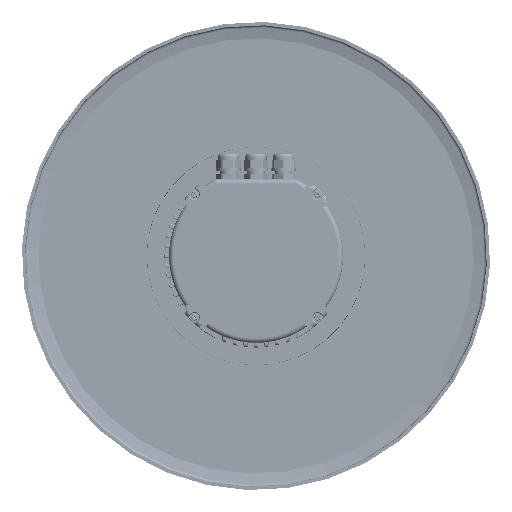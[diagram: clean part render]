
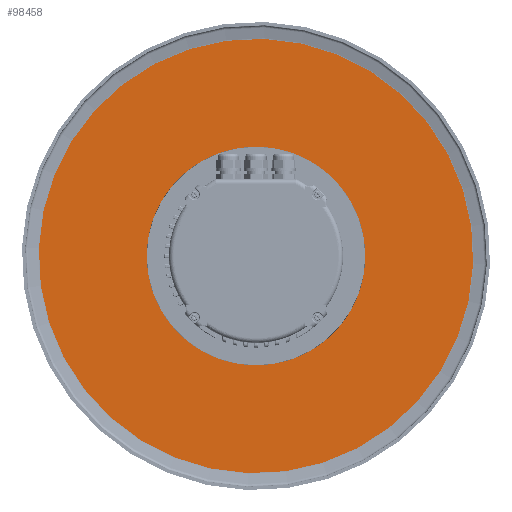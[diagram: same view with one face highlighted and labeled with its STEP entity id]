
A CAD part, front view. The second image highlights one B-rep face of the part: STEP entity #98458.
In plain terms, the highlighted planar face has unit normal (0, -1, 0).
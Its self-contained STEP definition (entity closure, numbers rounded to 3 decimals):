
#97789=CARTESIAN_POINT('',(0.,-4.,0.));
#97790=DIRECTION('',(0.,1.,0.));
#97791=DIRECTION('',(0.,0.,1.));
#97792=AXIS2_PLACEMENT_3D('',#97789,#97790,#97791);
#97794=CARTESIAN_POINT('',(0.,-4.,0.));
#97795=DIRECTION('',(0.,1.,0.));
#97796=DIRECTION('',(0.,0.,-1.));
#97797=AXIS2_PLACEMENT_3D('',#97794,#97795,#97796);
#97799=CARTESIAN_POINT('',(0.,-4.,0.));
#97800=DIRECTION('',(0.,1.,0.));
#97801=DIRECTION('',(0.,0.,1.));
#97802=AXIS2_PLACEMENT_3D('',#97799,#97800,#97801);
#97804=CARTESIAN_POINT('',(0.,-4.,0.));
#97805=DIRECTION('',(0.,1.,0.));
#97806=DIRECTION('',(0.,0.,-1.));
#97807=AXIS2_PLACEMENT_3D('',#97804,#97805,#97806);
#97809=CARTESIAN_POINT('',(105.,-4.,0.));
#97810=DIRECTION('',(0.,1.,0.));
#97811=DIRECTION('',(0.,0.,1.));
#97812=AXIS2_PLACEMENT_3D('',#97809,#97810,#97811);
#97814=CARTESIAN_POINT('',(105.,-4.,0.));
#97815=DIRECTION('',(0.,1.,0.));
#97816=DIRECTION('',(0.,0.,-1.));
#97817=AXIS2_PLACEMENT_3D('',#97814,#97815,#97816);
#97819=CARTESIAN_POINT('',(52.5,-4.,-90.933));
#97820=DIRECTION('',(0.,1.,0.));
#97821=DIRECTION('',(0.866,0.,0.5));
#97822=AXIS2_PLACEMENT_3D('',#97819,#97820,#97821);
#97824=CARTESIAN_POINT('',(52.5,-4.,-90.933));
#97825=DIRECTION('',(0.,1.,0.));
#97826=DIRECTION('',(-0.866,0.,-0.5));
#97827=AXIS2_PLACEMENT_3D('',#97824,#97825,#97826);
#97829=CARTESIAN_POINT('',(-52.5,-4.,-90.933));
#97830=DIRECTION('',(0.,1.,0.));
#97831=DIRECTION('',(0.866,0.,-0.5));
#97832=AXIS2_PLACEMENT_3D('',#97829,#97830,#97831);
#97834=CARTESIAN_POINT('',(-52.5,-4.,-90.933));
#97835=DIRECTION('',(0.,1.,0.));
#97836=DIRECTION('',(-0.866,0.,0.5));
#97837=AXIS2_PLACEMENT_3D('',#97834,#97835,#97836);
#97839=CARTESIAN_POINT('',(-105.,-4.,0.));
#97840=DIRECTION('',(0.,1.,0.));
#97841=DIRECTION('',(0.,0.,-1.));
#97842=AXIS2_PLACEMENT_3D('',#97839,#97840,#97841);
#97844=CARTESIAN_POINT('',(-105.,-4.,0.));
#97845=DIRECTION('',(0.,1.,0.));
#97846=DIRECTION('',(0.,0.,1.));
#97847=AXIS2_PLACEMENT_3D('',#97844,#97845,#97846);
#97849=CARTESIAN_POINT('',(-52.5,-4.,90.933));
#97850=DIRECTION('',(0.,1.,0.));
#97851=DIRECTION('',(-0.866,0.,-0.5));
#97852=AXIS2_PLACEMENT_3D('',#97849,#97850,#97851);
#97854=CARTESIAN_POINT('',(-52.5,-4.,90.933));
#97855=DIRECTION('',(0.,1.,0.));
#97856=DIRECTION('',(0.866,0.,0.5));
#97857=AXIS2_PLACEMENT_3D('',#97854,#97855,#97856);
#97859=CARTESIAN_POINT('',(52.5,-4.,90.933));
#97860=DIRECTION('',(0.,1.,0.));
#97861=DIRECTION('',(-0.866,0.,0.5));
#97862=AXIS2_PLACEMENT_3D('',#97859,#97860,#97861);
#97864=CARTESIAN_POINT('',(52.5,-4.,90.933));
#97865=DIRECTION('',(0.,1.,0.));
#97866=DIRECTION('',(0.866,0.,-0.5));
#97867=AXIS2_PLACEMENT_3D('',#97864,#97865,#97866);
#98285=CARTESIAN_POINT('',(0.,-4.,94.5));
#98286=CARTESIAN_POINT('',(0.,-4.,-94.5));
#98287=VERTEX_POINT('',#98285);
#98288=VERTEX_POINT('',#98286);
#98289=CARTESIAN_POINT('',(105.,-4.,4.2));
#98290=CARTESIAN_POINT('',(105.,-4.,-4.2));
#98291=VERTEX_POINT('',#98289);
#98292=VERTEX_POINT('',#98290);
#98293=CARTESIAN_POINT('',(56.137,-4.,-88.833));
#98294=CARTESIAN_POINT('',(48.863,-4.,-93.033));
#98295=VERTEX_POINT('',#98293);
#98296=VERTEX_POINT('',#98294);
#98297=CARTESIAN_POINT('',(-48.863,-4.,-93.033));
#98298=CARTESIAN_POINT('',(-56.137,-4.,-88.833));
#98299=VERTEX_POINT('',#98297);
#98300=VERTEX_POINT('',#98298);
#98301=CARTESIAN_POINT('',(-105.,-4.,-4.2));
#98302=CARTESIAN_POINT('',(-105.,-4.,4.2));
#98303=VERTEX_POINT('',#98301);
#98304=VERTEX_POINT('',#98302);
#98305=CARTESIAN_POINT('',(-56.137,-4.,88.833));
#98306=CARTESIAN_POINT('',(-48.863,-4.,93.033));
#98307=VERTEX_POINT('',#98305);
#98308=VERTEX_POINT('',#98306);
#98309=CARTESIAN_POINT('',(48.863,-4.,93.033));
#98310=CARTESIAN_POINT('',(56.137,-4.,88.833));
#98311=VERTEX_POINT('',#98309);
#98312=VERTEX_POINT('',#98310);
#98345=CARTESIAN_POINT('',(0.,-4.,268.624));
#98346=CARTESIAN_POINT('',(0.,-4.,-268.624));
#98347=VERTEX_POINT('',#98345);
#98348=VERTEX_POINT('',#98346);
#98405=CARTESIAN_POINT('',(0.,-4.,0.));
#98406=DIRECTION('',(0.,1.,0.));
#98407=DIRECTION('',(1.,0.,0.));
#98408=AXIS2_PLACEMENT_3D('',#98405,#98406,#98407);
#98409=PLANE('',#98408);
#98411=ORIENTED_EDGE('',*,*,#98410,.T.);
#98413=ORIENTED_EDGE('',*,*,#98412,.T.);
#98414=EDGE_LOOP('',(#98411,#98413));
#98415=FACE_OUTER_BOUND('',#98414,.F.);
#98417=ORIENTED_EDGE('',*,*,#98416,.F.);
#98419=ORIENTED_EDGE('',*,*,#98418,.F.);
#98420=EDGE_LOOP('',(#98417,#98419));
#98421=FACE_BOUND('',#98420,.F.);
#98423=ORIENTED_EDGE('',*,*,#98422,.F.);
#98425=ORIENTED_EDGE('',*,*,#98424,.F.);
#98426=EDGE_LOOP('',(#98423,#98425));
#98427=FACE_BOUND('',#98426,.F.);
#98429=ORIENTED_EDGE('',*,*,#98428,.F.);
#98431=ORIENTED_EDGE('',*,*,#98430,.F.);
#98432=EDGE_LOOP('',(#98429,#98431));
#98433=FACE_BOUND('',#98432,.F.);
#98435=ORIENTED_EDGE('',*,*,#98434,.F.);
#98437=ORIENTED_EDGE('',*,*,#98436,.F.);
#98438=EDGE_LOOP('',(#98435,#98437));
#98439=FACE_BOUND('',#98438,.F.);
#98441=ORIENTED_EDGE('',*,*,#98440,.F.);
#98443=ORIENTED_EDGE('',*,*,#98442,.F.);
#98444=EDGE_LOOP('',(#98441,#98443));
#98445=FACE_BOUND('',#98444,.F.);
#98447=ORIENTED_EDGE('',*,*,#98446,.F.);
#98449=ORIENTED_EDGE('',*,*,#98448,.F.);
#98450=EDGE_LOOP('',(#98447,#98449));
#98451=FACE_BOUND('',#98450,.F.);
#98453=ORIENTED_EDGE('',*,*,#98452,.F.);
#98455=ORIENTED_EDGE('',*,*,#98454,.F.);
#98456=EDGE_LOOP('',(#98453,#98455));
#98457=FACE_BOUND('',#98456,.F.);
#98458=ADVANCED_FACE('',(#98415,#98421,#98427,#98433,#98439,#98445,#98451,
#98457),#98409,.F.);
#97793=CIRCLE('',#97792,268.624);
#97798=CIRCLE('',#97797,268.624);
#97803=CIRCLE('',#97802,94.5);
#97808=CIRCLE('',#97807,94.5);
#97813=CIRCLE('',#97812,4.2);
#97818=CIRCLE('',#97817,4.2);
#97823=CIRCLE('',#97822,4.2);
#97828=CIRCLE('',#97827,4.2);
#97833=CIRCLE('',#97832,4.2);
#97838=CIRCLE('',#97837,4.2);
#97843=CIRCLE('',#97842,4.2);
#97848=CIRCLE('',#97847,4.2);
#97853=CIRCLE('',#97852,4.2);
#97858=CIRCLE('',#97857,4.2);
#97863=CIRCLE('',#97862,4.2);
#97868=CIRCLE('',#97867,4.2);
#98410=EDGE_CURVE('',#98347,#98348,#97793,.T.);
#98412=EDGE_CURVE('',#98348,#98347,#97798,.T.);
#98416=EDGE_CURVE('',#98287,#98288,#97803,.T.);
#98418=EDGE_CURVE('',#98288,#98287,#97808,.T.);
#98422=EDGE_CURVE('',#98291,#98292,#97813,.T.);
#98424=EDGE_CURVE('',#98292,#98291,#97818,.T.);
#98428=EDGE_CURVE('',#98295,#98296,#97823,.T.);
#98430=EDGE_CURVE('',#98296,#98295,#97828,.T.);
#98434=EDGE_CURVE('',#98299,#98300,#97833,.T.);
#98436=EDGE_CURVE('',#98300,#98299,#97838,.T.);
#98440=EDGE_CURVE('',#98303,#98304,#97843,.T.);
#98442=EDGE_CURVE('',#98304,#98303,#97848,.T.);
#98446=EDGE_CURVE('',#98307,#98308,#97853,.T.);
#98448=EDGE_CURVE('',#98308,#98307,#97858,.T.);
#98452=EDGE_CURVE('',#98311,#98312,#97863,.T.);
#98454=EDGE_CURVE('',#98312,#98311,#97868,.T.);
